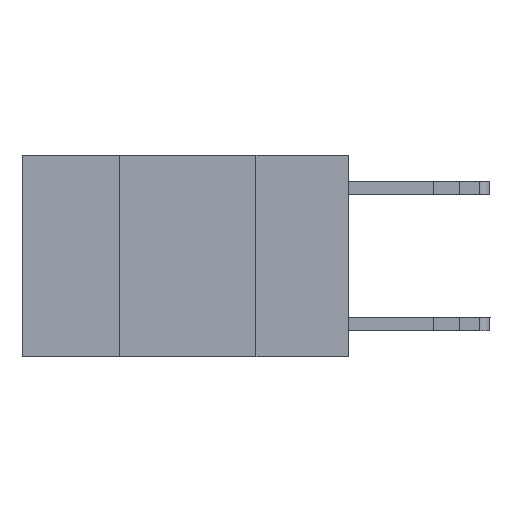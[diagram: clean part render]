
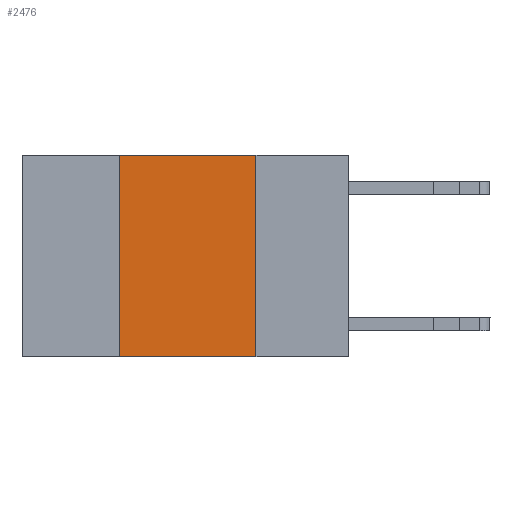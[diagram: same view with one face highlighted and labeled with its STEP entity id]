
A CAD part, left-side view. The second image highlights one B-rep face of the part: STEP entity #2476.
In plain terms, the highlighted planar face has unit normal (-1, 0, 0).
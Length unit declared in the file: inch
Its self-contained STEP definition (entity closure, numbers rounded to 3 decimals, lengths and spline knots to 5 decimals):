
#70 = ORIENTED_EDGE ( 'NONE', *, *, #1886, .F. ) ;
#1233 = CARTESIAN_POINT ( 'NONE',  ( 0., 0.17, 0. ) ) ;
#1886 = EDGE_CURVE ( 'NONE', #11338, #8243, #12542, .T. ) ;
#2353 = CARTESIAN_POINT ( 'NONE',  ( 0., 0.17, -0.37 ) ) ;
#2426 = DIRECTION ( 'NONE',  ( 0., 0., -1. ) ) ;
#2476 = ADVANCED_FACE ( 'NONE', ( #7222 ), #14833, .F. ) ;
#2580 = DIRECTION ( 'NONE',  ( 0., -1., 0. ) ) ;
#2591 = DIRECTION ( 'NONE',  ( 0., 0., -1. ) ) ;
#2622 = CARTESIAN_POINT ( 'NONE',  ( 0., 0.6, 0. ) ) ;
#3052 = EDGE_CURVE ( 'NONE', #8243, #12268, #7737, .T. ) ;
#3509 = LINE ( 'NONE', #13642, #12209 ) ;
#4339 = EDGE_CURVE ( 'NONE', #8970, #11338, #14492, .T. ) ;
#4583 = VECTOR ( 'NONE', #11518, 39.37008 ) ;
#5212 = CARTESIAN_POINT ( 'NONE',  ( 0., 0.42, 0. ) ) ;
#6327 = VECTOR ( 'NONE', #2580, 39.37008 ) ;
#7222 = FACE_OUTER_BOUND ( 'NONE', #11365, .T. ) ;
#7737 = LINE ( 'NONE', #1233, #10349 ) ;
#8163 = CARTESIAN_POINT ( 'NONE',  ( 0., 0.17, 0. ) ) ;
#8197 = DIRECTION ( 'NONE',  ( 0., -1., 0. ) ) ;
#8243 = VERTEX_POINT ( 'NONE', #8163 ) ;
#8527 = ORIENTED_EDGE ( 'NONE', *, *, #10942, .T. ) ;
#8970 = VERTEX_POINT ( 'NONE', #13397 ) ;
#9462 = DIRECTION ( 'NONE',  ( 1., 0., 0. ) ) ;
#10349 = VECTOR ( 'NONE', #2591, 39.37008 ) ;
#10440 = CARTESIAN_POINT ( 'NONE',  ( 0., 0.42, 0. ) ) ;
#10942 = EDGE_CURVE ( 'NONE', #8970, #12268, #3509, .T. ) ;
#11182 = ORIENTED_EDGE ( 'NONE', *, *, #4339, .F. ) ;
#11338 = VERTEX_POINT ( 'NONE', #5212 ) ;
#11365 = EDGE_LOOP ( 'NONE', ( #13506, #70, #11182, #8527 ) ) ;
#11518 = DIRECTION ( 'NONE',  ( 0., 0., 1. ) ) ;
#12209 = VECTOR ( 'NONE', #8197, 39.37008 ) ;
#12268 = VERTEX_POINT ( 'NONE', #2353 ) ;
#12542 = LINE ( 'NONE', #2622, #6327 ) ;
#12686 = CARTESIAN_POINT ( 'NONE',  ( 0., 0.6, 0. ) ) ;
#13397 = CARTESIAN_POINT ( 'NONE',  ( 0., 0.42, -0.37 ) ) ;
#13506 = ORIENTED_EDGE ( 'NONE', *, *, #3052, .F. ) ;
#13642 = CARTESIAN_POINT ( 'NONE',  ( 0., 0.6, -0.37 ) ) ;
#14492 = LINE ( 'NONE', #10440, #4583 ) ;
#14833 = PLANE ( 'NONE',  #14873 ) ;
#14873 = AXIS2_PLACEMENT_3D ( 'NONE', #12686, #9462, #2426 ) ;
